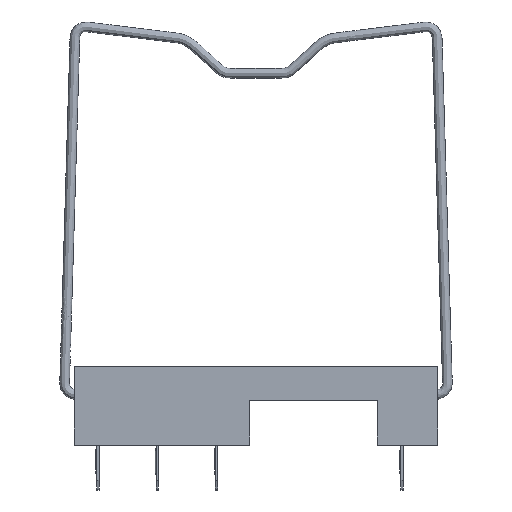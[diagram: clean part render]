
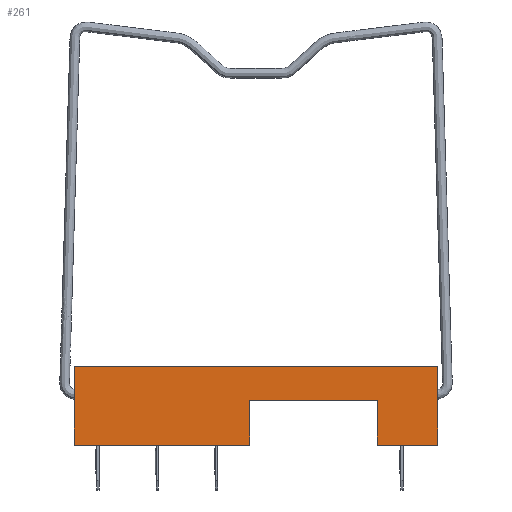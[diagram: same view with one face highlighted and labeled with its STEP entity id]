
A CAD part, front view. The second image highlights one B-rep face of the part: STEP entity #261.
In plain terms, the highlighted planar face has unit normal (0, -1, 0).
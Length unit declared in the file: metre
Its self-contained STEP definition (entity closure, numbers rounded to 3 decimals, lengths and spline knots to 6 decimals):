
#261 = ADVANCED_FACE( '', ( #733 ), #734, .T. );
#733 = FACE_OUTER_BOUND( '', #1457, .T. );
#734 = PLANE( '', #1458 );
#1457 = EDGE_LOOP( '', ( #2422, #2423, #2424, #2425, #2426, #2427, #2428, #2429 ) );
#1458 = AXIS2_PLACEMENT_3D( '', #2430, #2431, #2432 );
#2422 = ORIENTED_EDGE( '', *, *, #5027, .F. );
#2423 = ORIENTED_EDGE( '', *, *, #5028, .T. );
#2424 = ORIENTED_EDGE( '', *, *, #5029, .T. );
#2425 = ORIENTED_EDGE( '', *, *, #5030, .T. );
#2426 = ORIENTED_EDGE( '', *, *, #5031, .F. );
#2427 = ORIENTED_EDGE( '', *, *, #5032, .F. );
#2428 = ORIENTED_EDGE( '', *, *, #5033, .T. );
#2429 = ORIENTED_EDGE( '', *, *, #5034, .T. );
#2430 = CARTESIAN_POINT( '', ( -0.015, -0.0065, 0.00325 ) );
#2431 = DIRECTION( '', ( 0., -1., 0. ) );
#2432 = DIRECTION( '', ( 0., 0., -1. ) );
#5027 = EDGE_CURVE( '', #10232, #10233, #10234, .T. );
#5028 = EDGE_CURVE( '', #10232, #10235, #10236, .T. );
#5029 = EDGE_CURVE( '', #10235, #10237, #10238, .T. );
#5030 = EDGE_CURVE( '', #10237, #10239, #10240, .T. );
#5031 = EDGE_CURVE( '', #10241, #10239, #10242, .T. );
#5032 = EDGE_CURVE( '', #10243, #10241, #10244, .T. );
#5033 = EDGE_CURVE( '', #10243, #10245, #10246, .T. );
#5034 = EDGE_CURVE( '', #10245, #10233, #10247, .T. );
#10232 = VERTEX_POINT( '', #13125 );
#10233 = VERTEX_POINT( '', #13126 );
#10234 = LINE( '', #13127, #13128 );
#10235 = VERTEX_POINT( '', #13129 );
#10236 = LINE( '', #13130, #13131 );
#10237 = VERTEX_POINT( '', #13132 );
#10238 = LINE( '', #13133, #13134 );
#10239 = VERTEX_POINT( '', #13135 );
#10240 = LINE( '', #13136, #13137 );
#10241 = VERTEX_POINT( '', #13138 );
#10242 = LINE( '', #13139, #13140 );
#10243 = VERTEX_POINT( '', #13141 );
#10244 = LINE( '', #13142, #13143 );
#10245 = VERTEX_POINT( '', #13144 );
#10246 = LINE( '', #13145, #13146 );
#10247 = LINE( '', #13147, #13148 );
#13125 = CARTESIAN_POINT( '', ( -0.0005, -0.0065, -0.00325 ) );
#13126 = CARTESIAN_POINT( '', ( -0.015, -0.0065, -0.00325 ) );
#13127 = CARTESIAN_POINT( '', ( -0.015, -0.0065, -0.00325 ) );
#13128 = VECTOR( '', #15560, 1. );
#13129 = CARTESIAN_POINT( '', ( -0.0005, -0.0065, 0.00045 ) );
#13130 = CARTESIAN_POINT( '', ( -0.0005, -0.0065, 0.00045 ) );
#13131 = VECTOR( '', #15561, 1. );
#13132 = CARTESIAN_POINT( '', ( 0.01, -0.0065, 0.00045 ) );
#13133 = CARTESIAN_POINT( '', ( -0.0005, -0.0065, 0.00045 ) );
#13134 = VECTOR( '', #15562, 1. );
#13135 = CARTESIAN_POINT( '', ( 0.01, -0.0065, -0.00325 ) );
#13136 = CARTESIAN_POINT( '', ( 0.01, -0.0065, 0.00045 ) );
#13137 = VECTOR( '', #15563, 1. );
#13138 = CARTESIAN_POINT( '', ( 0.015, -0.0065, -0.00325 ) );
#13139 = CARTESIAN_POINT( '', ( -0.015, -0.0065, -0.00325 ) );
#13140 = VECTOR( '', #15564, 1. );
#13141 = CARTESIAN_POINT( '', ( 0.015, -0.0065, 0.00325 ) );
#13142 = CARTESIAN_POINT( '', ( 0.015, -0.0065, 0.00325 ) );
#13143 = VECTOR( '', #15565, 1. );
#13144 = CARTESIAN_POINT( '', ( -0.015, -0.0065, 0.00325 ) );
#13145 = CARTESIAN_POINT( '', ( -0.015, -0.0065, 0.00325 ) );
#13146 = VECTOR( '', #15566, 1. );
#13147 = CARTESIAN_POINT( '', ( -0.015, -0.0065, 0.00325 ) );
#13148 = VECTOR( '', #15567, 1. );
#15560 = DIRECTION( '', ( -1., 0., 0. ) );
#15561 = DIRECTION( '', ( 0., 0., 1. ) );
#15562 = DIRECTION( '', ( 1., 0., 0. ) );
#15563 = DIRECTION( '', ( 0., 0., -1. ) );
#15564 = DIRECTION( '', ( -1., 0., 0. ) );
#15565 = DIRECTION( '', ( 0., 0., -1. ) );
#15566 = DIRECTION( '', ( -1., 0., 0. ) );
#15567 = DIRECTION( '', ( 0., 0., -1. ) );
